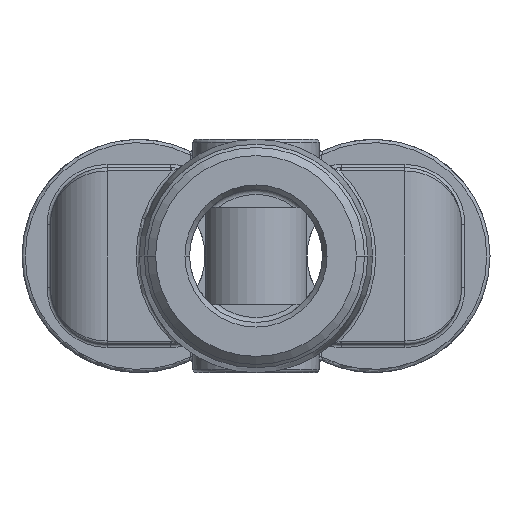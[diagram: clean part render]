
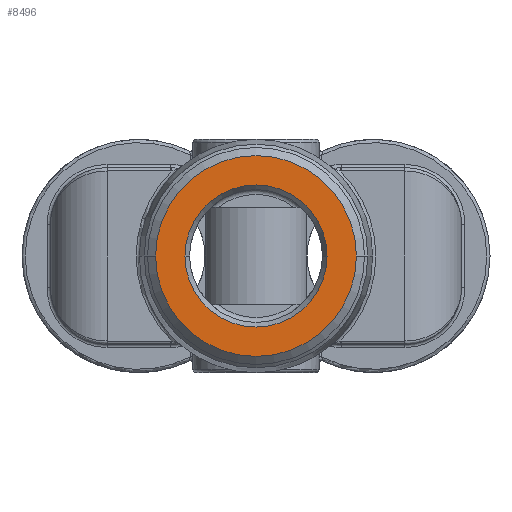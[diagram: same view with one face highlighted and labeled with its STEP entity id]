
A CAD part, front view. The second image highlights one B-rep face of the part: STEP entity #8496.
In plain terms, the highlighted planar face has unit normal (0, -1, 0).
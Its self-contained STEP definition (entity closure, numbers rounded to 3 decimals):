
#2185=CARTESIAN_POINT('',(0.,-5.7,0.));
#2186=DIRECTION('',(0.,-1.,0.));
#2187=DIRECTION('',(1.,0.,0.));
#2188=AXIS2_PLACEMENT_3D('',#2185,#2186,#2187);
#2198=CARTESIAN_POINT('',(0.,-5.7,0.));
#2199=DIRECTION('',(0.,1.,0.));
#2200=DIRECTION('',(1.,0.,0.));
#2201=AXIS2_PLACEMENT_3D('',#2198,#2199,#2200);
#2203=CARTESIAN_POINT('',(0.,-5.7,0.));
#2204=DIRECTION('',(0.,1.,0.));
#2205=DIRECTION('',(1.,0.,0.));
#2206=AXIS2_PLACEMENT_3D('',#2203,#2204,#2205);
#2208=CARTESIAN_POINT('',(0.,-5.7,0.));
#2209=DIRECTION('',(0.,-1.,0.));
#2210=DIRECTION('',(1.,0.,0.));
#2211=AXIS2_PLACEMENT_3D('',#2208,#2209,#2210);
#3645=CARTESIAN_POINT('',(4.389,-5.7,0.));
#3647=VERTEX_POINT('',#3645);
#3648=CARTESIAN_POINT('',(6.2,-5.7,0.));
#3650=VERTEX_POINT('',#3648);
#3655=CARTESIAN_POINT('',(-4.389,-5.7,0.));
#3657=VERTEX_POINT('',#3655);
#3658=CARTESIAN_POINT('',(-6.2,-5.7,0.));
#3660=VERTEX_POINT('',#3658);
#8481=CARTESIAN_POINT('',(0.,-5.7,0.));
#8482=DIRECTION('',(0.,-1.,0.));
#8483=DIRECTION('',(-1.,0.,0.));
#8484=AXIS2_PLACEMENT_3D('',#8481,#8482,#8483);
#8485=PLANE('',#8484);
#8486=ORIENTED_EDGE('',*,*,#8460,.F.);
#8487=ORIENTED_EDGE('',*,*,#8476,.T.);
#8488=EDGE_LOOP('',(#8486,#8487));
#8489=FACE_OUTER_BOUND('',#8488,.F.);
#8491=ORIENTED_EDGE('',*,*,#8490,.F.);
#8493=ORIENTED_EDGE('',*,*,#8492,.T.);
#8494=EDGE_LOOP('',(#8491,#8493));
#8495=FACE_BOUND('',#8494,.F.);
#8496=ADVANCED_FACE('',(#8489,#8495),#8485,.T.);
#2189=CIRCLE('',#2188,6.2);
#2202=CIRCLE('',#2201,6.2);
#2207=CIRCLE('',#2206,4.389);
#2212=CIRCLE('',#2211,4.389);
#8460=EDGE_CURVE('',#3650,#3660,#2189,.T.);
#8476=EDGE_CURVE('',#3650,#3660,#2202,.T.);
#8490=EDGE_CURVE('',#3647,#3657,#2207,.T.);
#8492=EDGE_CURVE('',#3647,#3657,#2212,.T.);
